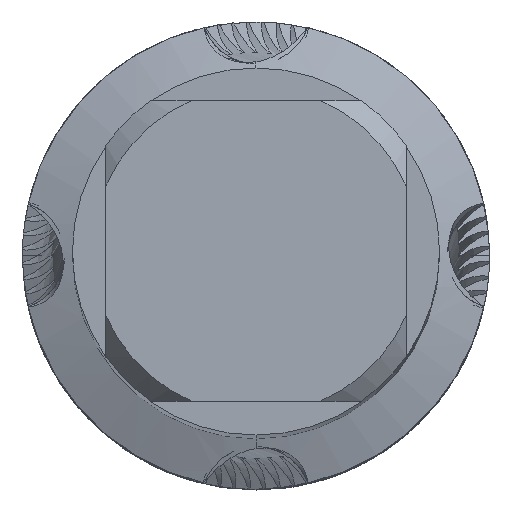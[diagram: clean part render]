
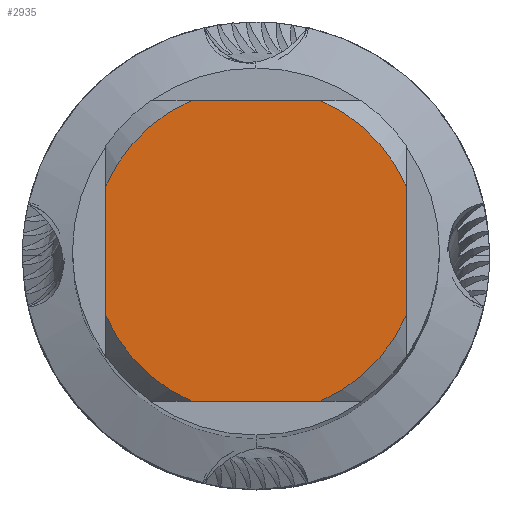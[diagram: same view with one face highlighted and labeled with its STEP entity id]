
A CAD part, top view. The second image highlights one B-rep face of the part: STEP entity #2935.
In plain terms, the highlighted planar face has unit normal (0, 0, 1).
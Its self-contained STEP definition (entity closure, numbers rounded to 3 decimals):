
#2819=VERTEX_POINT('',#7665);
#2935=ADVANCED_FACE('',(#7785),#7786,.T.);
#3235=EDGE_CURVE('',#4759,#5587,#8120,.T.);
#3775=EDGE_CURVE('',#4759,#5359,#8711,.T.);
#3875=VERTEX_POINT('',#8823);
#4333=VERTEX_POINT('',#9327);
#4759=VERTEX_POINT('',#9787);
#5203=EDGE_CURVE('',#5355,#5359,#10273,.T.);
#5309=EDGE_CURVE('',#6277,#3875,#10392,.T.);
#5355=VERTEX_POINT('',#10440);
#5359=VERTEX_POINT('',#10444);
#5587=VERTEX_POINT('',#10689);
#5595=EDGE_CURVE('',#5355,#2819,#10698,.T.);
#5759=EDGE_CURVE('',#6277,#2819,#10877,.T.);
#6103=EDGE_CURVE('',#4333,#3875,#11250,.T.);
#6277=VERTEX_POINT('',#11441);
#6559=EDGE_CURVE('',#4333,#5587,#11744,.T.);
#7665=CARTESIAN_POINT('',(-4.5,-1.939,0.0));
#7785=FACE_OUTER_BOUND('',#14215,.T.);
#7786=PLANE('',#14216);
#8120=CIRCLE('',#14897,4.9);
#8711=LINE('',#16339,#16340);
#8823=CARTESIAN_POINT('',(1.939,-4.5,0.0));
#9327=CARTESIAN_POINT('',(4.5,-1.939,0.0));
#9787=CARTESIAN_POINT('',(1.939,4.5,0.0));
#10273=CIRCLE('',#20541,4.9);
#10392=LINE('',#20796,#20797);
#10440=CARTESIAN_POINT('',(-4.5,1.939,0.0));
#10444=CARTESIAN_POINT('',(-1.939,4.5,0.0));
#10689=CARTESIAN_POINT('',(4.5,1.939,0.0));
#10698=LINE('',#21462,#21463);
#10877=CIRCLE('',#21775,4.9);
#11250=CIRCLE('',#22899,4.9);
#11441=CARTESIAN_POINT('',(-1.939,-4.5,0.0));
#11744=LINE('',#24438,#24439);
#14215=EDGE_LOOP('',(#26781,#26782,#26783,#26784,#26785,#26786,#26787,#26788));
#14216=AXIS2_PLACEMENT_3D('',#26789,#26790,#26791);
#14897=AXIS2_PLACEMENT_3D('',#27191,#27192,#27193);
#16339=CARTESIAN_POINT('',(0.0,4.5,0.0));
#16340=VECTOR('',#27791,1.0);
#20541=AXIS2_PLACEMENT_3D('',#29367,#29368,#29369);
#20796=CARTESIAN_POINT('',(0.0,-4.5,0.0));
#20797=VECTOR('',#29505,1.0);
#21462=CARTESIAN_POINT('',(-4.5,1.225,0.0));
#21463=VECTOR('',#29752,1.0);
#21775=AXIS2_PLACEMENT_3D('',#29945,#29946,#29947);
#22899=AXIS2_PLACEMENT_3D('',#30432,#30433,#30434);
#24438=CARTESIAN_POINT('',(4.5,1.225,0.0));
#24439=VECTOR('',#31020,1.0);
#26781=ORIENTED_EDGE('',*,*,#5595,.T.);
#26782=ORIENTED_EDGE('',*,*,#5759,.F.);
#26783=ORIENTED_EDGE('',*,*,#5309,.T.);
#26784=ORIENTED_EDGE('',*,*,#6103,.F.);
#26785=ORIENTED_EDGE('',*,*,#6559,.T.);
#26786=ORIENTED_EDGE('',*,*,#3235,.F.);
#26787=ORIENTED_EDGE('',*,*,#3775,.T.);
#26788=ORIENTED_EDGE('',*,*,#5203,.F.);
#26789=CARTESIAN_POINT('',(0.0,2.45,0.0));
#26790=DIRECTION('',(-0.0,0.0,1.0));
#26791=DIRECTION('',(0.0,-1.0,0.0));
#27191=CARTESIAN_POINT('',(0.0,0.0,0.0));
#27192=DIRECTION('',(0.0,0.0,-1.0));
#27193=DIRECTION('',(0.0,1.0,0.0));
#27791=DIRECTION('',(-1.0,0.0,0.0));
#29367=CARTESIAN_POINT('',(0.0,0.0,0.0));
#29368=DIRECTION('',(0.0,0.0,-1.0));
#29369=DIRECTION('',(0.0,1.0,0.0));
#29505=DIRECTION('',(1.0,0.0,0.0));
#29752=DIRECTION('',(-0.0,-1.0,0.0));
#29945=CARTESIAN_POINT('',(0.0,0.0,0.0));
#29946=DIRECTION('',(0.0,0.0,-1.0));
#29947=DIRECTION('',(0.0,1.0,0.0));
#30432=CARTESIAN_POINT('',(0.0,0.0,0.0));
#30433=DIRECTION('',(0.0,0.0,-1.0));
#30434=DIRECTION('',(0.0,1.0,0.0));
#31020=DIRECTION('',(-0.0,1.0,0.0));
